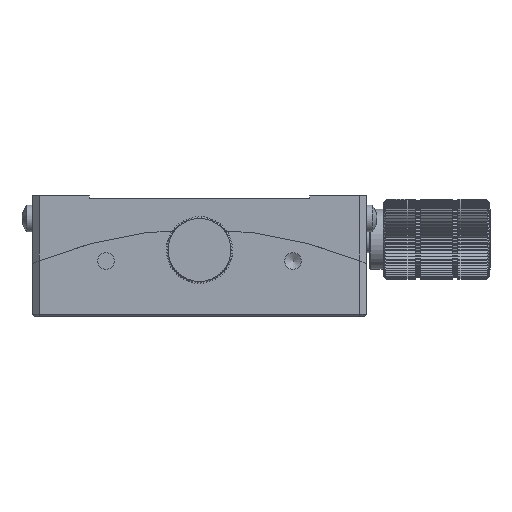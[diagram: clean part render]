
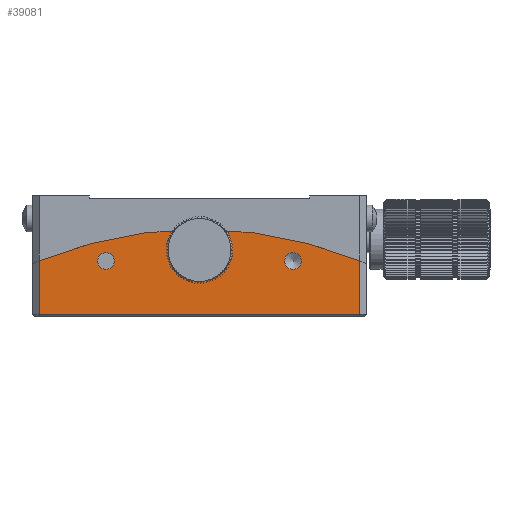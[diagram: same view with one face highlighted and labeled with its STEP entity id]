
A CAD part, front view. The second image highlights one B-rep face of the part: STEP entity #39081.
In plain terms, the highlighted planar face has unit normal (0, -1, 0).
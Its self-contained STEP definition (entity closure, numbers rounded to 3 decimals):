
#1679 = CARTESIAN_POINT ( 'NONE',  ( 0., -25., 58.65 ) ) ;
#3443 = CIRCLE ( 'NONE', #10093, 1.25 ) ;
#3647 = CARTESIAN_POINT ( 'NONE',  ( -14., -25., 58.241 ) ) ;
#3969 = FACE_OUTER_BOUND ( 'NONE', #43165, .T. ) ;
#4260 = CARTESIAN_POINT ( 'NONE',  ( 24., -25., 50.3 ) ) ;
#4705 = EDGE_CURVE ( 'NONE', #37222, #37222, #64794, .T. ) ;
#6732 = CARTESIAN_POINT ( 'NONE',  ( 24., -25., -63. ) ) ;
#7555 = EDGE_CURVE ( 'NONE', #36379, #59745, #42824, .T. ) ;
#7970 = VERTEX_POINT ( 'NONE', #4260 ) ;
#8503 = DIRECTION ( 'NONE',  ( 0., 0., -1. ) ) ;
#8672 = ORIENTED_EDGE ( 'NONE', *, *, #35670, .T. ) ;
#10093 = AXIS2_PLACEMENT_3D ( 'NONE', #3647, #46104, #19684 ) ;
#11819 = EDGE_LOOP ( 'NONE', ( #8672 ) ) ;
#11996 = LINE ( 'NONE', #6732, #57186 ) ;
#13546 = VERTEX_POINT ( 'NONE', #63406 ) ;
#13834 = AXIS2_PLACEMENT_3D ( 'NONE', #40889, #15119, #34967 ) ;
#14096 = FACE_BOUND ( 'NONE', #53489, .T. ) ;
#15119 = DIRECTION ( 'NONE',  ( 0., -1., 0. ) ) ;
#15790 = EDGE_CURVE ( 'NONE', #7970, #36379, #11996, .T. ) ;
#19684 = DIRECTION ( 'NONE',  ( 0., 0., -1. ) ) ;
#19757 = VERTEX_POINT ( 'NONE', #29533 ) ;
#20422 = EDGE_CURVE ( 'NONE', #44142, #44142, #27821, .T. ) ;
#23400 = ORIENTED_EDGE ( 'NONE', *, *, #20422, .T. ) ;
#26491 = CARTESIAN_POINT ( 'NONE',  ( 0., -25., 50.3 ) ) ;
#27821 = CIRCLE ( 'NONE', #43342, 1.25 ) ;
#29533 = CARTESIAN_POINT ( 'NONE',  ( -14., -25., 56.991 ) ) ;
#31237 = DIRECTION ( 'NONE',  ( 0., 1., 0. ) ) ;
#31681 = DIRECTION ( 'NONE',  ( 0., 1., 0. ) ) ;
#34967 = DIRECTION ( 'NONE',  ( 0., 0., -1. ) ) ;
#35670 = EDGE_CURVE ( 'NONE', #19757, #19757, #3443, .T. ) ;
#36379 = VERTEX_POINT ( 'NONE', #44828 ) ;
#37222 = VERTEX_POINT ( 'NONE', #53207 ) ;
#37233 = CARTESIAN_POINT ( 'NONE',  ( 14., -25., 58.241 ) ) ;
#38173 = AXIS2_PLACEMENT_3D ( 'NONE', #37233, #31681, #58074 ) ;
#39081 = ADVANCED_FACE ( 'NONE', ( #3969, #61747, #41213, #14096 ), #56516, .T. ) ;
#39127 = DIRECTION ( 'NONE',  ( 0., -1., 0. ) ) ;
#40889 = CARTESIAN_POINT ( 'NONE',  ( 0., -25., -63. ) ) ;
#41094 = ORIENTED_EDGE ( 'NONE', *, *, #7555, .T. ) ;
#41213 = FACE_BOUND ( 'NONE', #11819, .T. ) ;
#41438 = LINE ( 'NONE', #26491, #57766 ) ;
#41661 = DIRECTION ( 'NONE',  ( 0., 0., -1. ) ) ;
#42824 = CIRCLE ( 'NONE', #51653, 63. ) ;
#43165 = EDGE_LOOP ( 'NONE', ( #48344, #41094, #61793, #66665 ) ) ;
#43342 = AXIS2_PLACEMENT_3D ( 'NONE', #57311, #31237, #41661 ) ;
#44142 = VERTEX_POINT ( 'NONE', #1679 ) ;
#44828 = CARTESIAN_POINT ( 'NONE',  ( 24., -25., 58.249 ) ) ;
#46104 = DIRECTION ( 'NONE',  ( 0., 1., 0. ) ) ;
#48344 = ORIENTED_EDGE ( 'NONE', *, *, #15790, .T. ) ;
#49184 = DIRECTION ( 'NONE',  ( 0., 0., 1. ) ) ;
#49551 = CARTESIAN_POINT ( 'NONE',  ( 0., -25., 0. ) ) ;
#51653 = AXIS2_PLACEMENT_3D ( 'NONE', #49551, #39127, #60315 ) ;
#52498 = EDGE_LOOP ( 'NONE', ( #23400 ) ) ;
#53207 = CARTESIAN_POINT ( 'NONE',  ( 14., -25., 56.991 ) ) ;
#53489 = EDGE_LOOP ( 'NONE', ( #54954 ) ) ;
#54954 = ORIENTED_EDGE ( 'NONE', *, *, #4705, .T. ) ;
#56165 = LINE ( 'NONE', #65891, #57413 ) ;
#56516 = PLANE ( 'NONE',  #13834 ) ;
#57186 = VECTOR ( 'NONE', #49184, 1000. ) ;
#57311 = CARTESIAN_POINT ( 'NONE',  ( 0., -25., 59.9 ) ) ;
#57413 = VECTOR ( 'NONE', #8503, 1000. ) ;
#57766 = VECTOR ( 'NONE', #62641, 1000. ) ;
#57870 = EDGE_CURVE ( 'NONE', #13546, #7970, #41438, .T. ) ;
#58074 = DIRECTION ( 'NONE',  ( 0., 0., -1. ) ) ;
#59745 = VERTEX_POINT ( 'NONE', #64958 ) ;
#60315 = DIRECTION ( 'NONE',  ( 0., 0., 1. ) ) ;
#61747 = FACE_BOUND ( 'NONE', #52498, .T. ) ;
#61793 = ORIENTED_EDGE ( 'NONE', *, *, #66120, .T. ) ;
#62641 = DIRECTION ( 'NONE',  ( 1., 0., 0. ) ) ;
#63406 = CARTESIAN_POINT ( 'NONE',  ( -24., -25., 50.3 ) ) ;
#64794 = CIRCLE ( 'NONE', #38173, 1.25 ) ;
#64958 = CARTESIAN_POINT ( 'NONE',  ( -24., -25., 58.249 ) ) ;
#65891 = CARTESIAN_POINT ( 'NONE',  ( -24., -25., -63. ) ) ;
#66120 = EDGE_CURVE ( 'NONE', #59745, #13546, #56165, .T. ) ;
#66665 = ORIENTED_EDGE ( 'NONE', *, *, #57870, .T. ) ;
